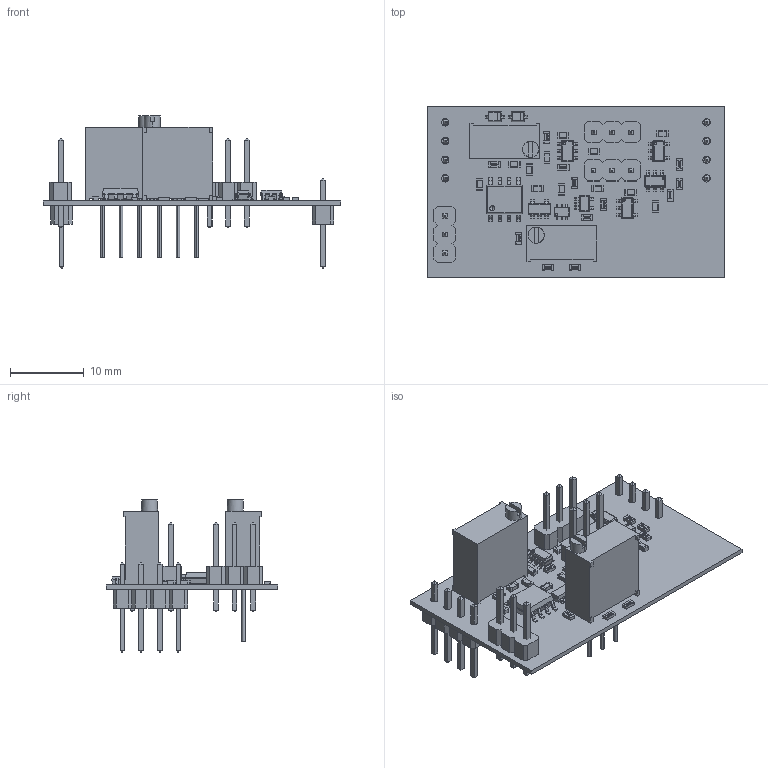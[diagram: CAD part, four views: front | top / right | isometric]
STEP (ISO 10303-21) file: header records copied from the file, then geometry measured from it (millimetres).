
FILE_DESCRIPTION(('Open CASCADE Model'),'2;1');
FILE_NAME('Open CASCADE Shape Model','2022-12-21T00:12:45',('Author'),( 'Open CASCADE'),'Open CASCADE STEP processor 6.8','Open CASCADE 6.8' ,'Unknown');
FILE_SCHEMA(('AUTOMOTIVE_DESIGN { 1 0 10303 214 1 1 1 1 }'));
Length unit declared in the file: millimetre
Products named in the file (62): PCB; Board; Open CASCADE STEP translator 6.8 1.1.1; C12; User_Library-cap_0603_lowprofile; C11; C10; C9; C8; C7; C6; C5; U5; 6162069552; U8; 6162062352; U7; SN74LVC1G08DBVR; U6; U4; 6162060832; U3; 6162062912; Body; Open_CASCADE_STEP_translator_7.5_12.1.1; Leader; U2; SW3DPS-SOT-23-5-DEFAULT; U1; User_Library-SOIC-8-1; R12; User_Library-Panasonic0603; R11; R10; R9; R8; PV36W104C01B00; R7; R6; R5 ...
Assembly tree (95 placements, depth 5):
  PCB
    Board
      Open CASCADE STEP translator 6.8 1.1.1
    C12
      User_Library-cap_0603_lowprofile
    C11
      User_Library-cap_0603_lowprofile
    C10
      User_Library-cap_0603_lowprofile
    C9
      User_Library-cap_0603_lowprofile
    C8
      User_Library-cap_0603_lowprofile
    C7
      User_Library-cap_0603_lowprofile
    C6
      User_Library-cap_0603_lowprofile
    C5
      User_Library-cap_0603_lowprofile
    U5
      6162069552
    U8
      6162062352
    U7
      SN74LVC1G08DBVR
    U6
      SN74LVC1G08DBVR
    U4
      6162060832
    U3
      6162062912
        Body
          Open_CASCADE_STEP_translator_7.5_12.1.1
        Leader  x5
    U2
      SW3DPS-SOT-23-5-DEFAULT
    U1
      User_Library-SOIC-8-1
    R12
      User_Library-Panasonic0603
    R11
      User_Library-Panasonic0603
    R10
      User_Library-Panasonic0603
    R9
      User_Library-Panasonic0603
    R8
      PV36W104C01B00
    R7
      User_Library-Panasonic0603
    R6
      User_Library-Panasonic0603
    R5
      User_Library-Panasonic0603
    R4
      User_Library-Panasonic0603
    R3
      User_Library-Panasonic0603
    R2
      User_Library-Panasonic0603
Bounding box: 40.51 x 23.37 x 20.68 mm (x, y, z)
Volume: 1909.6 mm3; surface area: 4280.5 mm2
Topology: 93 solids, 93 shells, 3263 faces, 8075 edges, 4992 vertices
Faces by surface type: plane 1922, cylinder 607, bspline 596, sphere 138
Full cylindrical faces by diameter (mm): 0.762 x6, 1 x17
Entity records: 38070 total; most frequent: CARTESIAN_POINT 9742, ORIENTED_EDGE 5314, DIRECTION 5231, EDGE_CURVE 2657, LINE 1897, VECTOR 1897, VERTEX_POINT 1674, AXIS2_PLACEMENT_3D 1667
